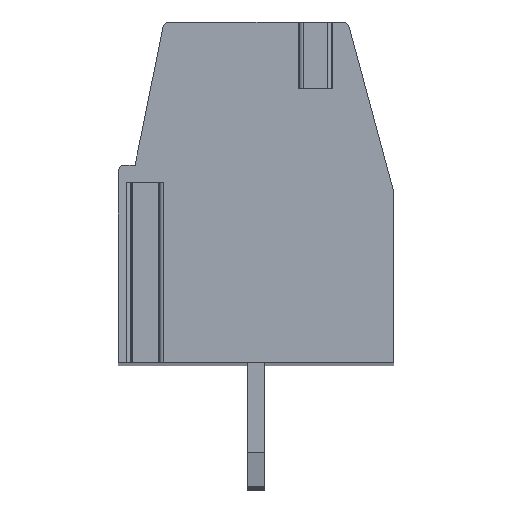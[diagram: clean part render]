
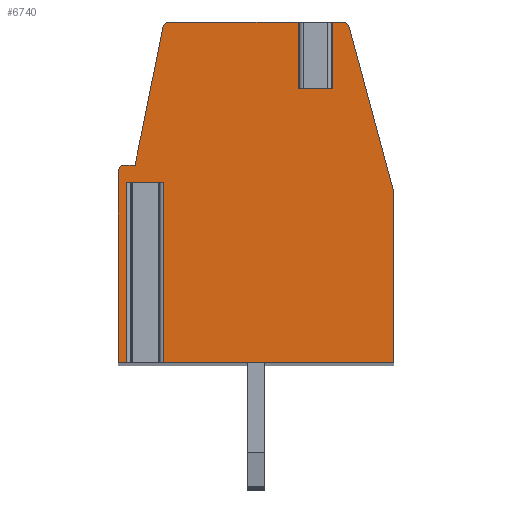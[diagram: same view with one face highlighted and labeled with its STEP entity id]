
A CAD part, top view. The second image highlights one B-rep face of the part: STEP entity #6740.
In plain terms, the highlighted planar face has unit normal (0, 0, 1).
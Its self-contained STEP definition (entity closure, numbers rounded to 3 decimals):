
#13=DIRECTION('',(-1.,0.,0.));
#14=VECTOR('',#13,1.07);
#15=CARTESIAN_POINT('',(-2.72,0.3,53.34));
#16=LINE('',#15,#14);
#17=DIRECTION('',(0.,-1.,0.));
#18=VECTOR('',#17,5.3);
#19=CARTESIAN_POINT('',(-3.79,0.3,53.34));
#20=LINE('',#19,#18);
#21=DIRECTION('',(1.,0.,0.));
#22=VECTOR('',#21,0.26);
#23=CARTESIAN_POINT('',(-4.05,-5.,53.34));
#24=LINE('',#23,#22);
#25=DIRECTION('',(0.,-1.,0.));
#26=VECTOR('',#25,5.6);
#27=CARTESIAN_POINT('',(-4.05,0.6,53.34));
#28=LINE('',#27,#26);
#29=CARTESIAN_POINT('',(-3.85,0.6,53.34));
#30=DIRECTION('',(0.,0.,1.));
#31=DIRECTION('',(0.,1.,0.));
#32=AXIS2_PLACEMENT_3D('',#29,#30,#31);
#34=DIRECTION('',(-1.,0.,0.));
#35=VECTOR('',#34,0.3);
#36=CARTESIAN_POINT('',(-3.55,0.8,53.34));
#37=LINE('',#36,#35);
#38=DIRECTION('',(-0.198,-0.98,0.));
#39=VECTOR('',#38,4.122);
#40=CARTESIAN_POINT('',(-2.732,4.84,53.34));
#41=LINE('',#40,#39);
#42=CARTESIAN_POINT('',(-2.536,4.8,53.34));
#43=DIRECTION('',(0.,0.,1.));
#44=DIRECTION('',(0.,1.,0.));
#45=AXIS2_PLACEMENT_3D('',#42,#43,#44);
#47=DIRECTION('',(-1.,0.,0.));
#48=VECTOR('',#47,3.981);
#49=CARTESIAN_POINT('',(1.445,5.,53.34));
#50=LINE('',#49,#48);
#51=DIRECTION('',(0.,-1.,0.));
#52=VECTOR('',#51,1.95);
#53=CARTESIAN_POINT('',(1.445,5.,53.34));
#54=LINE('',#53,#52);
#55=DIRECTION('',(-1.,0.,0.));
#56=VECTOR('',#55,0.6);
#57=CARTESIAN_POINT('',(2.045,3.05,53.34));
#58=LINE('',#57,#56);
#59=DIRECTION('',(0.,-1.,0.));
#60=VECTOR('',#59,1.95);
#61=CARTESIAN_POINT('',(2.045,5.,53.34));
#62=LINE('',#61,#60);
#63=DIRECTION('',(-1.,0.,0.));
#64=VECTOR('',#63,0.502);
#65=CARTESIAN_POINT('',(2.547,5.,53.34));
#66=LINE('',#65,#64);
#67=CARTESIAN_POINT('',(2.547,4.8,53.34));
#68=DIRECTION('',(0.,0.,1.));
#69=DIRECTION('',(0.965,0.261,0.));
#70=AXIS2_PLACEMENT_3D('',#67,#68,#69);
#72=DIRECTION('',(-0.261,0.965,0.));
#73=VECTOR('',#72,5.026);
#74=CARTESIAN_POINT('',(4.05,0.,53.34));
#75=LINE('',#74,#73);
#76=DIRECTION('',(0.,1.,0.));
#77=VECTOR('',#76,5.);
#78=CARTESIAN_POINT('',(4.05,-5.,53.34));
#79=LINE('',#78,#77);
#80=DIRECTION('',(1.,0.,0.));
#81=VECTOR('',#80,6.77);
#82=CARTESIAN_POINT('',(-2.72,-5.,53.34));
#83=LINE('',#82,#81);
#84=DIRECTION('',(0.,-1.,0.));
#85=VECTOR('',#84,5.3);
#86=CARTESIAN_POINT('',(-2.72,0.3,53.34));
#87=LINE('',#86,#85);
#5257=CARTESIAN_POINT('',(4.05,0.,53.34));
#5258=CARTESIAN_POINT('',(2.74,4.852,53.34));
#5259=VERTEX_POINT('',#5257);
#5260=VERTEX_POINT('',#5258);
#5261=CARTESIAN_POINT('',(2.547,5.,53.34));
#5262=VERTEX_POINT('',#5261);
#5263=CARTESIAN_POINT('',(-2.536,5.,53.34));
#5264=CARTESIAN_POINT('',(-2.732,4.84,53.34));
#5265=VERTEX_POINT('',#5263);
#5266=VERTEX_POINT('',#5264);
#5267=CARTESIAN_POINT('',(-3.55,0.8,53.34));
#5268=VERTEX_POINT('',#5267);
#5269=CARTESIAN_POINT('',(-3.85,0.8,53.34));
#5270=VERTEX_POINT('',#5269);
#5271=CARTESIAN_POINT('',(-4.05,0.6,53.34));
#5272=VERTEX_POINT('',#5271);
#5273=CARTESIAN_POINT('',(-4.05,-5.,53.34));
#5274=VERTEX_POINT('',#5273);
#5275=CARTESIAN_POINT('',(4.05,-5.,53.34));
#5276=VERTEX_POINT('',#5275);
#5337=CARTESIAN_POINT('',(2.045,3.05,53.34));
#5338=CARTESIAN_POINT('',(1.445,3.05,53.34));
#5339=VERTEX_POINT('',#5337);
#5340=VERTEX_POINT('',#5338);
#5341=CARTESIAN_POINT('',(1.445,5.,53.34));
#5342=VERTEX_POINT('',#5341);
#5343=CARTESIAN_POINT('',(2.045,5.,53.34));
#5344=VERTEX_POINT('',#5343);
#5357=CARTESIAN_POINT('',(-2.72,0.3,53.34));
#5358=CARTESIAN_POINT('',(-3.79,0.3,53.34));
#5359=VERTEX_POINT('',#5357);
#5360=VERTEX_POINT('',#5358);
#5361=CARTESIAN_POINT('',(-2.72,-5.,53.34));
#5362=VERTEX_POINT('',#5361);
#5363=CARTESIAN_POINT('',(-3.79,-5.,53.34));
#5364=VERTEX_POINT('',#5363);
#6697=CARTESIAN_POINT('',(0.,0.,53.34));
#6698=DIRECTION('',(0.,0.,1.));
#6699=DIRECTION('',(1.,0.,0.));
#6700=AXIS2_PLACEMENT_3D('',#6697,#6698,#6699);
#6701=PLANE('',#6700);
#6703=ORIENTED_EDGE('',*,*,#6702,.T.);
#6705=ORIENTED_EDGE('',*,*,#6704,.T.);
#6707=ORIENTED_EDGE('',*,*,#6706,.F.);
#6709=ORIENTED_EDGE('',*,*,#6708,.F.);
#6711=ORIENTED_EDGE('',*,*,#6710,.F.);
#6713=ORIENTED_EDGE('',*,*,#6712,.F.);
#6715=ORIENTED_EDGE('',*,*,#6714,.F.);
#6717=ORIENTED_EDGE('',*,*,#6716,.F.);
#6719=ORIENTED_EDGE('',*,*,#6718,.F.);
#6721=ORIENTED_EDGE('',*,*,#6720,.T.);
#6723=ORIENTED_EDGE('',*,*,#6722,.F.);
#6725=ORIENTED_EDGE('',*,*,#6724,.F.);
#6727=ORIENTED_EDGE('',*,*,#6726,.F.);
#6729=ORIENTED_EDGE('',*,*,#6728,.F.);
#6731=ORIENTED_EDGE('',*,*,#6730,.F.);
#6733=ORIENTED_EDGE('',*,*,#6732,.F.);
#6735=ORIENTED_EDGE('',*,*,#6734,.F.);
#6737=ORIENTED_EDGE('',*,*,#6736,.F.);
#6738=EDGE_LOOP('',(#6703,#6705,#6707,#6709,#6711,#6713,#6715,#6717,#6719,#6721,
#6723,#6725,#6727,#6729,#6731,#6733,#6735,#6737));
#6739=FACE_OUTER_BOUND('',#6738,.F.);
#33=CIRCLE('',#32,0.2);
#46=CIRCLE('',#45,0.2);
#71=CIRCLE('',#70,0.2);
#6702=EDGE_CURVE('',#5359,#5360,#16,.T.);
#6704=EDGE_CURVE('',#5360,#5364,#20,.T.);
#6706=EDGE_CURVE('',#5274,#5364,#24,.T.);
#6708=EDGE_CURVE('',#5272,#5274,#28,.T.);
#6710=EDGE_CURVE('',#5270,#5272,#33,.T.);
#6712=EDGE_CURVE('',#5268,#5270,#37,.T.);
#6714=EDGE_CURVE('',#5266,#5268,#41,.T.);
#6716=EDGE_CURVE('',#5265,#5266,#46,.T.);
#6718=EDGE_CURVE('',#5342,#5265,#50,.T.);
#6720=EDGE_CURVE('',#5342,#5340,#54,.T.);
#6722=EDGE_CURVE('',#5339,#5340,#58,.T.);
#6724=EDGE_CURVE('',#5344,#5339,#62,.T.);
#6726=EDGE_CURVE('',#5262,#5344,#66,.T.);
#6728=EDGE_CURVE('',#5260,#5262,#71,.T.);
#6730=EDGE_CURVE('',#5259,#5260,#75,.T.);
#6732=EDGE_CURVE('',#5276,#5259,#79,.T.);
#6734=EDGE_CURVE('',#5362,#5276,#83,.T.);
#6736=EDGE_CURVE('',#5359,#5362,#87,.T.);
#6740=ADVANCED_FACE('',(#6739),#6701,.T.);
